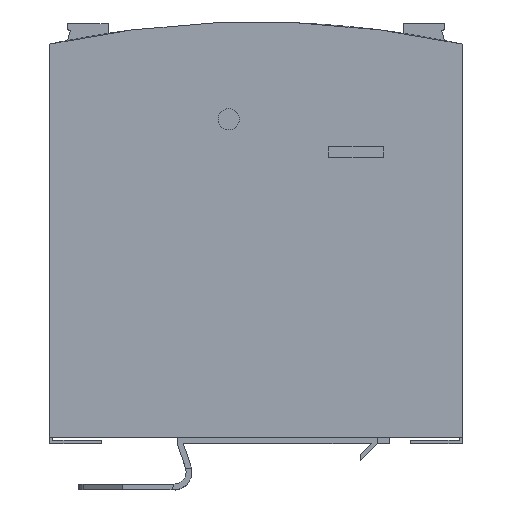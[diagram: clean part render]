
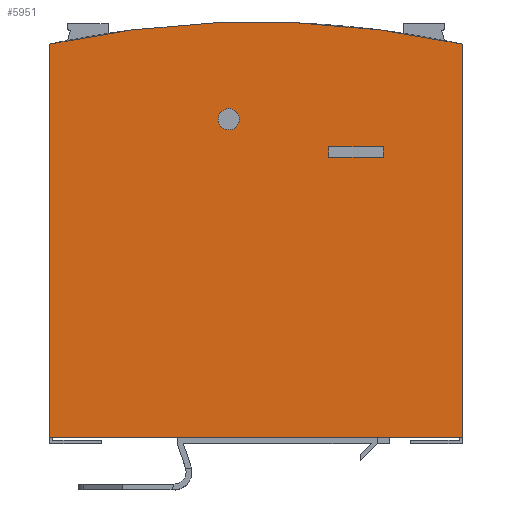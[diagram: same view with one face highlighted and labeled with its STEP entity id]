
A CAD part, top view. The second image highlights one B-rep face of the part: STEP entity #5951.
In plain terms, the highlighted planar face has unit normal (0, 0, 1).
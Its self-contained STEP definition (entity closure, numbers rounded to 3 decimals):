
#1026 = EDGE_LOOP ( 'NONE', ( #5083, #21910 ) ) ;
#1034 = DIRECTION ( 'NONE',  ( 1., 0., 0. ) ) ;
#1148 = CARTESIAN_POINT ( 'NONE',  ( 0., -39.418, 25.5 ) ) ;
#1264 = DIRECTION ( 'NONE',  ( 1., 0., 0. ) ) ;
#1537 = CARTESIAN_POINT ( 'NONE',  ( 21., 100.532, 25.5 ) ) ;
#1617 = VERTEX_POINT ( 'NONE', #3484 ) ;
#1634 = DIRECTION ( 'NONE',  ( 0., 0., 1. ) ) ;
#1988 = AXIS2_PLACEMENT_3D ( 'NONE', #3208, #1634, #20792 ) ;
#2566 = CARTESIAN_POINT ( 'NONE',  ( 21., 100.532, 25.5 ) ) ;
#2759 = VECTOR ( 'NONE', #5805, 1000. ) ;
#2919 = CARTESIAN_POINT ( 'NONE',  ( 12., 100.532, 25.5 ) ) ;
#3103 = CARTESIAN_POINT ( 'NONE',  ( 34., 52.582, 25.5 ) ) ;
#3138 = CARTESIAN_POINT ( 'NONE',  ( -4.5, 105.032, 25.5 ) ) ;
#3208 = CARTESIAN_POINT ( 'NONE',  ( -4.5, 105.032, 25.5 ) ) ;
#3236 = DIRECTION ( 'NONE',  ( 0., -1., 0. ) ) ;
#3484 = CARTESIAN_POINT ( 'NONE',  ( 12., 98.732, 25.5 ) ) ;
#3589 = VERTEX_POINT ( 'NONE', #15074 ) ;
#3613 = EDGE_LOOP ( 'NONE', ( #15963, #20326, #13470, #12972 ) ) ;
#3654 = ORIENTED_EDGE ( 'NONE', *, *, #10720, .T. ) ;
#3665 = EDGE_CURVE ( 'NONE', #9523, #1617, #18903, .T. ) ;
#4208 = CARTESIAN_POINT ( 'NONE',  ( 21., 98.732, 25.5 ) ) ;
#5083 = ORIENTED_EDGE ( 'NONE', *, *, #17203, .F. ) ;
#5162 = DIRECTION ( 'NONE',  ( 1., 0., 0. ) ) ;
#5204 = VERTEX_POINT ( 'NONE', #16060 ) ;
#5428 = AXIS2_PLACEMENT_3D ( 'NONE', #1148, #5882, #1034 ) ;
#5673 = VERTEX_POINT ( 'NONE', #14859 ) ;
#5683 = VERTEX_POINT ( 'NONE', #11578 ) ;
#5805 = DIRECTION ( 'NONE',  ( 1., 0., 0. ) ) ;
#5827 = EDGE_CURVE ( 'NONE', #8219, #5683, #6840, .T. ) ;
#5882 = DIRECTION ( 'NONE',  ( 0., 0., 1. ) ) ;
#5951 = ADVANCED_FACE ( 'NONE', ( #9714, #16269, #19873 ), #16474, .T. ) ;
#6044 = ORIENTED_EDGE ( 'NONE', *, *, #6981, .T. ) ;
#6840 = LINE ( 'NONE', #9997, #10096 ) ;
#6981 = EDGE_CURVE ( 'NONE', #5683, #14267, #14906, .T. ) ;
#7840 = EDGE_CURVE ( 'NONE', #5673, #21034, #21065, .T. ) ;
#8219 = VERTEX_POINT ( 'NONE', #12196 ) ;
#8376 = CIRCLE ( 'NONE', #14492, 160.5 ) ;
#8584 = VECTOR ( 'NONE', #9600, 1000. ) ;
#9523 = VERTEX_POINT ( 'NONE', #2919 ) ;
#9600 = DIRECTION ( 'NONE',  ( 0., 1., 0. ) ) ;
#9609 = DIRECTION ( 'NONE',  ( 0., 0., 1. ) ) ;
#9714 = FACE_BOUND ( 'NONE', #1026, .T. ) ;
#9997 = CARTESIAN_POINT ( 'NONE',  ( -34., 117.439, 25.5 ) ) ;
#10096 = VECTOR ( 'NONE', #10228, 1000. ) ;
#10228 = DIRECTION ( 'NONE',  ( 0., -1., 0. ) ) ;
#10720 = EDGE_CURVE ( 'NONE', #14267, #20586, #15013, .T. ) ;
#10959 = CARTESIAN_POINT ( 'NONE',  ( 0., -39.418, 25.5 ) ) ;
#11327 = AXIS2_PLACEMENT_3D ( 'NONE', #3138, #13631, #5162 ) ;
#11578 = CARTESIAN_POINT ( 'NONE',  ( -34., 52.582, 25.5 ) ) ;
#12196 = CARTESIAN_POINT ( 'NONE',  ( -34., 117.439, 25.5 ) ) ;
#12972 = ORIENTED_EDGE ( 'NONE', *, *, #15678, .F. ) ;
#13470 = ORIENTED_EDGE ( 'NONE', *, *, #17440, .F. ) ;
#13617 = EDGE_LOOP ( 'NONE', ( #13821, #17577, #6044, #3654 ) ) ;
#13631 = DIRECTION ( 'NONE',  ( 0., 0., 1. ) ) ;
#13821 = ORIENTED_EDGE ( 'NONE', *, *, #21350, .T. ) ;
#14265 = EDGE_CURVE ( 'NONE', #5204, #9523, #14832, .T. ) ;
#14267 = VERTEX_POINT ( 'NONE', #3103 ) ;
#14492 = AXIS2_PLACEMENT_3D ( 'NONE', #10959, #9609, #17849 ) ;
#14695 = LINE ( 'NONE', #4208, #2759 ) ;
#14735 = DIRECTION ( 'NONE',  ( 0., 1., 0. ) ) ;
#14832 = LINE ( 'NONE', #1537, #17475 ) ;
#14859 = CARTESIAN_POINT ( 'NONE',  ( -6.25, 105.032, 25.5 ) ) ;
#14906 = LINE ( 'NONE', #21677, #21627 ) ;
#15013 = LINE ( 'NONE', #19748, #8584 ) ;
#15074 = CARTESIAN_POINT ( 'NONE',  ( 21., 98.732, 25.5 ) ) ;
#15524 = CARTESIAN_POINT ( 'NONE',  ( 12., 100.532, 25.5 ) ) ;
#15678 = EDGE_CURVE ( 'NONE', #1617, #3589, #14695, .T. ) ;
#15963 = ORIENTED_EDGE ( 'NONE', *, *, #3665, .F. ) ;
#16060 = CARTESIAN_POINT ( 'NONE',  ( 21., 100.532, 25.5 ) ) ;
#16269 = FACE_BOUND ( 'NONE', #3613, .T. ) ;
#16474 = PLANE ( 'NONE',  #5428 ) ;
#16627 = CARTESIAN_POINT ( 'NONE',  ( -2.75, 105.032, 25.5 ) ) ;
#16878 = VECTOR ( 'NONE', #14735, 1000. ) ;
#17203 = EDGE_CURVE ( 'NONE', #21034, #5673, #21067, .T. ) ;
#17440 = EDGE_CURVE ( 'NONE', #3589, #5204, #18014, .T. ) ;
#17475 = VECTOR ( 'NONE', #21937, 1000. ) ;
#17577 = ORIENTED_EDGE ( 'NONE', *, *, #5827, .T. ) ;
#17708 = CARTESIAN_POINT ( 'NONE',  ( 34., 117.439, 25.5 ) ) ;
#17849 = DIRECTION ( 'NONE',  ( 1., 0., 0. ) ) ;
#18014 = LINE ( 'NONE', #2566, #16878 ) ;
#18903 = LINE ( 'NONE', #15524, #20328 ) ;
#19748 = CARTESIAN_POINT ( 'NONE',  ( 34., 52.582, 25.5 ) ) ;
#19873 = FACE_OUTER_BOUND ( 'NONE', #13617, .T. ) ;
#20326 = ORIENTED_EDGE ( 'NONE', *, *, #14265, .F. ) ;
#20328 = VECTOR ( 'NONE', #3236, 1000. ) ;
#20586 = VERTEX_POINT ( 'NONE', #17708 ) ;
#20792 = DIRECTION ( 'NONE',  ( 1., 0., 0. ) ) ;
#21034 = VERTEX_POINT ( 'NONE', #16627 ) ;
#21065 = CIRCLE ( 'NONE', #1988, 1.75 ) ;
#21067 = CIRCLE ( 'NONE', #11327, 1.75 ) ;
#21350 = EDGE_CURVE ( 'NONE', #20586, #8219, #8376, .T. ) ;
#21627 = VECTOR ( 'NONE', #1264, 1000. ) ;
#21677 = CARTESIAN_POINT ( 'NONE',  ( -34., 52.582, 25.5 ) ) ;
#21910 = ORIENTED_EDGE ( 'NONE', *, *, #7840, .F. ) ;
#21937 = DIRECTION ( 'NONE',  ( -1., 0., 0. ) ) ;
